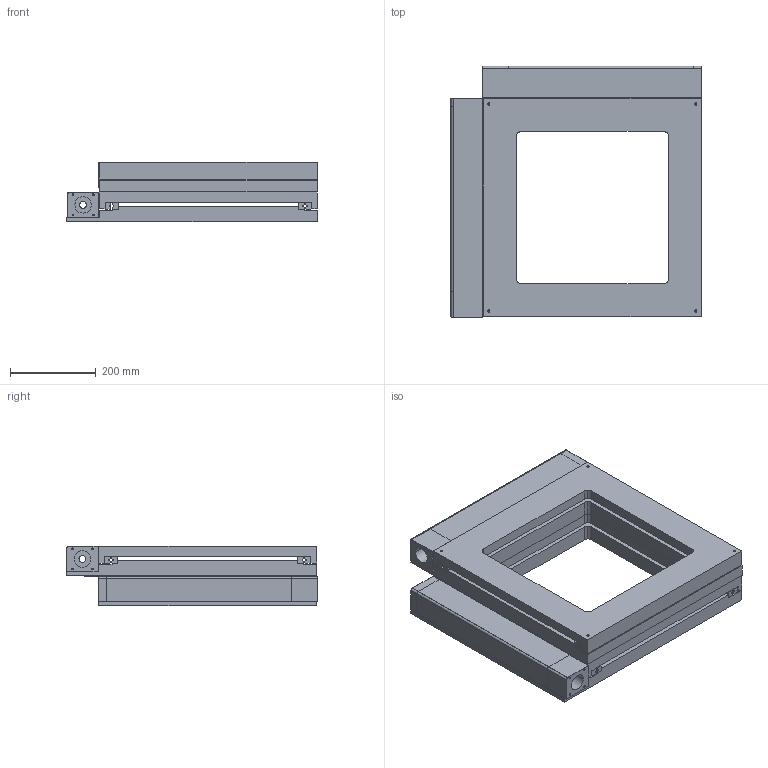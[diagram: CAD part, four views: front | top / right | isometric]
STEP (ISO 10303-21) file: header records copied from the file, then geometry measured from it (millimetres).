
FILE_DESCRIPTION((''),'2;1');
FILE_NAME('SDDZ20-12.stp','2004-02-26T16:33:01',('raulmb'),(''),'Autodesk Inventor (tm) 5.3','Autodesk Inventor (tm) 5.3','');
FILE_SCHEMA(('CONFIG_CONTROL_DESIGN'));
Length unit declared in the file: inch
Products named in the file (7): SDDZ20-12; SDDZ20-12 RAIL-A; SDDZ20-12 MEP; SDDZ20-12 OUTEP; SDDZ20-12 COVER; SDDZ20-12 BOTTOM-BASE; SDDZ20-12 TOP-PLATE
Assembly tree (18 placements, depth 2):
  SDDZ20-12
    SDDZ20-12 RAIL-A  x8
    SDDZ20-12 MEP  x2
    SDDZ20-12 OUTEP  x2
    SDDZ20-12 COVER  x2
    SDDZ20-12 BOTTOM-BASE  x2
    SDDZ20-12 TOP-PLATE  x2
Bounding box: 584.2 x 587.38 x 139.7 mm (x, y, z)
Volume: 17809452 mm3; surface area: 2295209.1 mm2
Topology: 18 solids, 18 shells, 402 faces, 1036 edges, 664 vertices
Faces by surface type: plane 244, bspline 114, cylinder 44
Entity records: 6563 total; most frequent: CARTESIAN_POINT 1701, ORIENTED_EDGE 752, DIRECTION 734, EDGE_CURVE 376, VECTOR 260, LINE 260, VERTEX_POINT 248, AXIS2_PLACEMENT_3D 237
